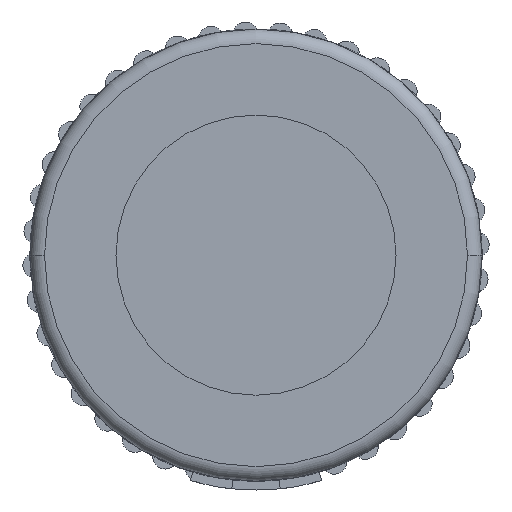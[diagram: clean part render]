
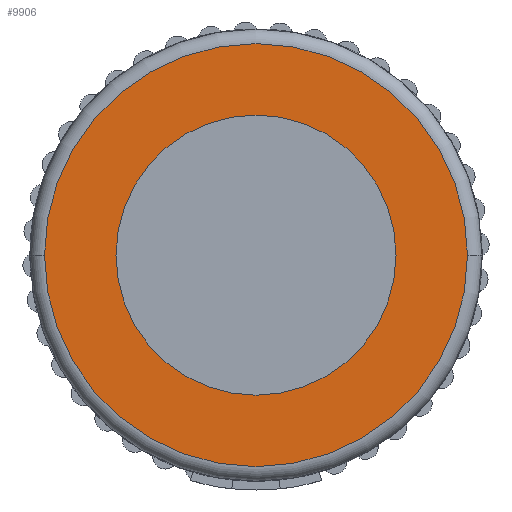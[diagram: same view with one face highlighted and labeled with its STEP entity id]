
A CAD part, front view. The second image highlights one B-rep face of the part: STEP entity #9906.
In plain terms, the highlighted planar face has unit normal (0, -1, 0).
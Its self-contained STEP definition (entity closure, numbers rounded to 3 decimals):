
#2314=CARTESIAN_POINT('',(0.,-31.4,0.));
#2315=DIRECTION('',(0.,1.,0.));
#2316=DIRECTION('',(-1.,0.,0.));
#2317=AXIS2_PLACEMENT_3D('',#2314,#2315,#2316);
#2319=CARTESIAN_POINT('',(0.,-31.4,0.));
#2320=DIRECTION('',(0.,1.,0.));
#2321=DIRECTION('',(1.,0.,0.));
#2322=AXIS2_PLACEMENT_3D('',#2319,#2320,#2321);
#2324=CARTESIAN_POINT('',(0.,-31.4,0.));
#2325=DIRECTION('',(0.,-1.,0.));
#2326=DIRECTION('',(-1.,0.,0.));
#2327=AXIS2_PLACEMENT_3D('',#2324,#2325,#2326);
#2329=CARTESIAN_POINT('',(0.,-31.4,0.));
#2330=DIRECTION('',(0.,-1.,0.));
#2331=DIRECTION('',(1.,0.,0.));
#2332=AXIS2_PLACEMENT_3D('',#2329,#2330,#2331);
#5642=CARTESIAN_POINT('',(7.25,-31.4,0.));
#5643=VERTEX_POINT('',#5642);
#5644=CARTESIAN_POINT('',(-7.25,-31.4,0.));
#5645=VERTEX_POINT('',#5644);
#5646=CARTESIAN_POINT('',(-4.8,-31.4,0.));
#5647=CARTESIAN_POINT('',(4.8,-31.4,0.));
#5648=VERTEX_POINT('',#5646);
#5649=VERTEX_POINT('',#5647);
#9891=CARTESIAN_POINT('',(0.,-31.4,0.));
#9892=DIRECTION('',(0.,-1.,0.));
#9893=DIRECTION('',(1.,0.,0.));
#9894=AXIS2_PLACEMENT_3D('',#9891,#9892,#9893);
#9895=PLANE('',#9894);
#9896=ORIENTED_EDGE('',*,*,#9871,.T.);
#9897=ORIENTED_EDGE('',*,*,#9884,.T.);
#9898=EDGE_LOOP('',(#9896,#9897));
#9899=FACE_OUTER_BOUND('',#9898,.F.);
#9901=ORIENTED_EDGE('',*,*,#9900,.T.);
#9903=ORIENTED_EDGE('',*,*,#9902,.T.);
#9904=EDGE_LOOP('',(#9901,#9903));
#9905=FACE_BOUND('',#9904,.F.);
#9906=ADVANCED_FACE('',(#9899,#9905),#9895,.T.);
#2318=CIRCLE('',#2317,7.25);
#2323=CIRCLE('',#2322,7.25);
#2328=CIRCLE('',#2327,4.8);
#2333=CIRCLE('',#2332,4.8);
#9871=EDGE_CURVE('',#5645,#5643,#2318,.T.);
#9884=EDGE_CURVE('',#5643,#5645,#2323,.T.);
#9900=EDGE_CURVE('',#5648,#5649,#2328,.T.);
#9902=EDGE_CURVE('',#5649,#5648,#2333,.T.);
